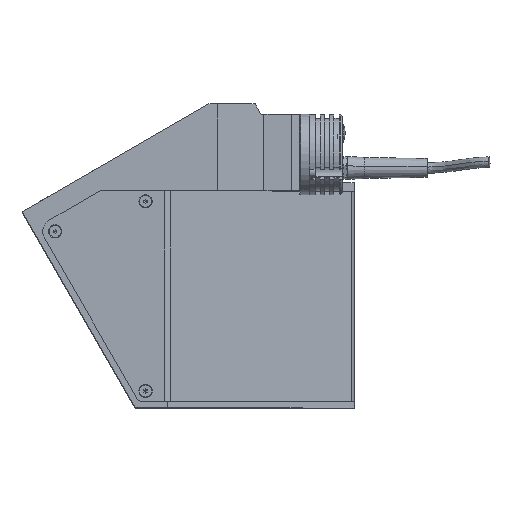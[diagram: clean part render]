
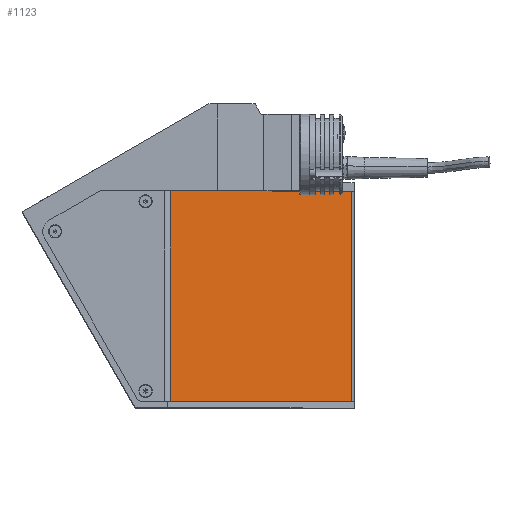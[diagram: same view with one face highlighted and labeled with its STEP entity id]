
A CAD part, top view. The second image highlights one B-rep face of the part: STEP entity #1123.
In plain terms, the highlighted planar face has unit normal (0.707, 0, 0.707).
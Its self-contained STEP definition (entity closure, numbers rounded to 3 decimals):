
#539 = EDGE_LOOP ( 'NONE', ( #13210, #9094, #2790, #14024 ) ) ;
#586 = DIRECTION ( 'NONE',  ( 0., -1., 0. ) ) ;
#1123 = ADVANCED_FACE ( 'NONE', ( #12179 ), #8684, .T. ) ;
#1778 = CARTESIAN_POINT ( 'NONE',  ( 61.414, 41.5, 257.466 ) ) ;
#1955 = DIRECTION ( 'NONE',  ( 0.707, 0., 0.707 ) ) ;
#2790 = ORIENTED_EDGE ( 'NONE', *, *, #11070, .T. ) ;
#2819 = CARTESIAN_POINT ( 'NONE',  ( 60.828, -59., 258.052 ) ) ;
#3921 = DIRECTION ( 'NONE',  ( 0., 1., 0. ) ) ;
#4845 = EDGE_CURVE ( 'NONE', #9227, #5250, #8514, .T. ) ;
#4992 = VECTOR ( 'NONE', #11475, 1000. ) ;
#5250 = VERTEX_POINT ( 'NONE', #11811 ) ;
#6480 = DIRECTION ( 'NONE',  ( -0.707, 0., 0.707 ) ) ;
#6812 = VERTEX_POINT ( 'NONE', #9767 ) ;
#6821 = CARTESIAN_POINT ( 'NONE',  ( -25.615, -59., 344.496 ) ) ;
#6947 = AXIS2_PLACEMENT_3D ( 'NONE', #12102, #1955, #6480 ) ;
#8264 = VECTOR ( 'NONE', #14248, 1000. ) ;
#8514 = LINE ( 'NONE', #1778, #8264 ) ;
#8684 = PLANE ( 'NONE',  #6947 ) ;
#8838 = EDGE_CURVE ( 'NONE', #5250, #6812, #11767, .T. ) ;
#9066 = CARTESIAN_POINT ( 'NONE',  ( -25.615, 41.5, 344.496 ) ) ;
#9094 = ORIENTED_EDGE ( 'NONE', *, *, #10068, .F. ) ;
#9227 = VERTEX_POINT ( 'NONE', #9066 ) ;
#9767 = CARTESIAN_POINT ( 'NONE',  ( 60.828, -59., 258.052 ) ) ;
#10068 = EDGE_CURVE ( 'NONE', #13893, #9227, #10715, .T. ) ;
#10715 = LINE ( 'NONE', #12656, #13949 ) ;
#11070 = EDGE_CURVE ( 'NONE', #13893, #6812, #13717, .T. ) ;
#11475 = DIRECTION ( 'NONE',  ( 0.707, 0., -0.707 ) ) ;
#11614 = VECTOR ( 'NONE', #586, 1000. ) ;
#11626 = CARTESIAN_POINT ( 'NONE',  ( 61.414, -59., 257.466 ) ) ;
#11767 = LINE ( 'NONE', #2819, #11614 ) ;
#11811 = CARTESIAN_POINT ( 'NONE',  ( 60.828, 41.5, 258.052 ) ) ;
#12102 = CARTESIAN_POINT ( 'NONE',  ( 61.414, -59., 257.466 ) ) ;
#12179 = FACE_OUTER_BOUND ( 'NONE', #539, .T. ) ;
#12656 = CARTESIAN_POINT ( 'NONE',  ( -25.615, -59., 344.496 ) ) ;
#13210 = ORIENTED_EDGE ( 'NONE', *, *, #4845, .F. ) ;
#13717 = LINE ( 'NONE', #11626, #4992 ) ;
#13893 = VERTEX_POINT ( 'NONE', #6821 ) ;
#13949 = VECTOR ( 'NONE', #3921, 1000. ) ;
#14024 = ORIENTED_EDGE ( 'NONE', *, *, #8838, .F. ) ;
#14248 = DIRECTION ( 'NONE',  ( 0.707, 0., -0.707 ) ) ;
